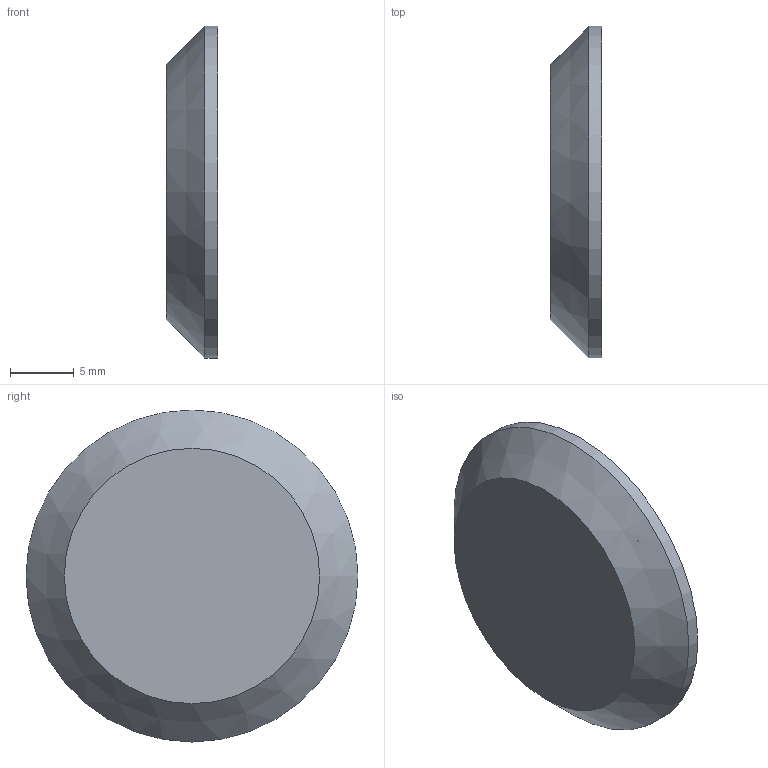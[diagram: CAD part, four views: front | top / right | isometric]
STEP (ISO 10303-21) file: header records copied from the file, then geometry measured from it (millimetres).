
FILE_DESCRIPTION(/* description */ (''),/* implementation_level */ '2;1');
FILE_NAME(/* name */ 'JointCap.step',/* time_stamp */ '2023-06-09T17:15:33-05:00',/* author */ (''),/* organization */ (''),/* preprocessor_version */ 'ST-DEVELOPER v19.2',/* originating_system */ 'Autodesk Translation Framework v12.6.0.85',/* authorisation */ '');
FILE_SCHEMA (('AUTOMOTIVE_DESIGN { 1 0 10303 214 3 1 1 }'));
Length unit declared in the file: millimetre
Products named in the file (3): Arm2 (v11~recovered); Upper Arm; Joint Cap
Assembly tree (2 placements, depth 3):
  Arm2 (v11~recovered)
    Upper Arm
      Joint Cap
Bounding box: 4 x 26 x 26 mm (x, y, z)
Volume: 1117.7 mm3; surface area: 1360.9 mm2
Topology: 1 solids, 1 shells, 14 faces, 28 edges, 17 vertices
Faces by surface type: plane 7, cylinder 6, cone 1
Full cylindrical faces by diameter (mm): 2.6 x4, 23.6 x1, 26 x1
Entity records: 467 total; most frequent: DIRECTION 87, CARTESIAN_POINT 64, ORIENTED_EDGE 56, AXIS2_PLACEMENT_3D 40, EDGE_CURVE 28, CIRCLE 21, VERTEX_POINT 17, EDGE_LOOP 15
